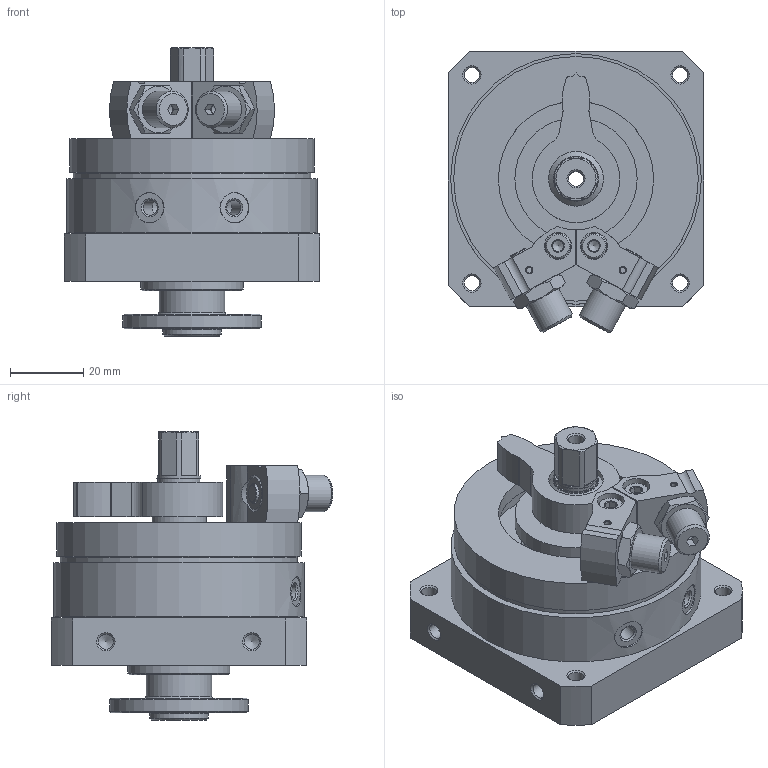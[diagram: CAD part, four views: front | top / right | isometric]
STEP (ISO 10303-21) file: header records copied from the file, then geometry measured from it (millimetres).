
FILE_DESCRIPTION(/* description */ ('STEP AP214'),/* implementation_level */ '2;1');
FILE_NAME(/* name */ '547575_DSM-16-270-P-FW-A-B',/* time_stamp */ '2024-08-21T18:17:56+02:00',/* author */ ('License CC BY-ND 4.0'),/* organization */ ('CADENAS'),/* preprocessor_version */ 'ST-DEVELOPER v19.3',/* originating_system */ 'PARTsolutions',/* authorisation */ ' ');
FILE_SCHEMA (('AUTOMOTIVE_DESIGN {1 0 10303 214 3 1 1}'));
Length unit declared in the file: millimetre
Products named in the file (10): 547575 DSM-16-270-P-FW-A-B--(0); 547575 DSM-16-270-P-FW-A-B_G---(B); 704063 DSM-16-BR---(HZ); 710516 DSM-16/25-P-B; 382090 SLT-10; 342621 DSM-16_NS; DIN-912 - M4x16(F); 396998 YSRW M10X1-3.5-13; 704062 DSM-16-BL---(HZ); 547575 DSM-16-270-P-FW-A-B_K---(B)
Assembly tree (14 placements, depth 2):
  547575 DSM-16-270-P-FW-A-B--(0)
    547575 DSM-16-270-P-FW-A-B_G---(B)
    704063 DSM-16-BR---(HZ)
    710516 DSM-16/25-P-B  x2
    382090 SLT-10  x2
    342621 DSM-16_NS  x2
    DIN-912 - M4x16(F)  x2
    396998 YSRW M10X1-3.5-13  x2
    704062 DSM-16-BL---(HZ)
    547575 DSM-16-270-P-FW-A-B_K---(B)
Bounding box: 70 x 77.18 x 79 mm (x, y, z)
Volume: 169049.4 mm3; surface area: 46867.9 mm2
Topology: 14 solids, 14 shells, 384 faces, 872 edges, 542 vertices
Faces by surface type: plane 158, cylinder 115, cone 104, torus 7
Full cylindrical faces by diameter (mm): 1.567 x2, 3.242 x6, 4 x2, 4.134 x14, 4.2 x1, 4.5 x6, 5.7 x2, 7 x2, 7.4 x2, 8.3 x2, 8.917 x4, 10 x2, 11.5 x1, 12 x2, 15 x3, 16 x1, 18 x2, 28 x1, 29 x1, 33.5 x1, 38 x1, 42.5 x1, 47 x1, 54 x1, 65 x1, 67 x1, 68.65 x1
Entity records: 8245 total; most frequent: CARTESIAN_POINT 1491, DIRECTION 1433, ORIENTED_EDGE 1082, AXIS2_PLACEMENT_3D 616, EDGE_CURVE 541, FACE_BOUND 515, EDGE_LOOP 505, VERTEX_POINT 420
